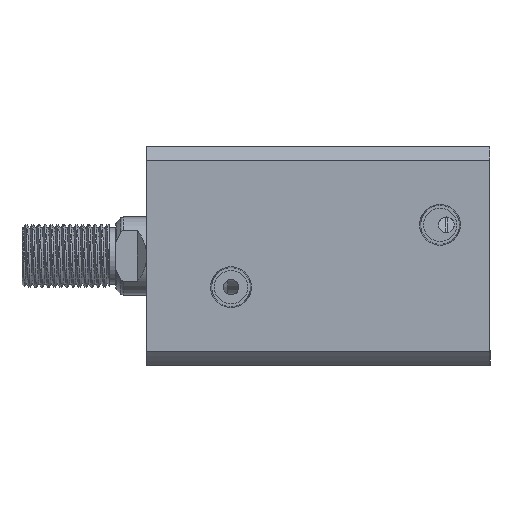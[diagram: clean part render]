
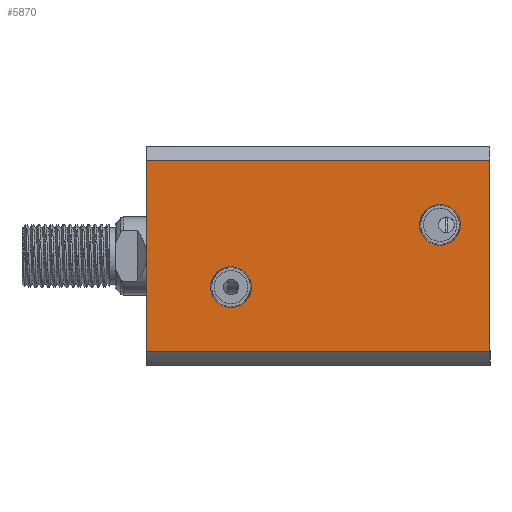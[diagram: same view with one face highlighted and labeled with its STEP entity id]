
A CAD part, left-side view. The second image highlights one B-rep face of the part: STEP entity #5870.
In plain terms, the highlighted planar face has unit normal (-1, 0, 0).
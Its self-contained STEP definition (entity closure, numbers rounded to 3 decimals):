
#76 = DIRECTION ( 'NONE',  ( 0., 0., 1. ) ) ;
#365 = DIRECTION ( 'NONE',  ( 1., 0., 0. ) ) ;
#445 = LINE ( 'NONE', #644, #6502 ) ;
#559 = ORIENTED_EDGE ( 'NONE', *, *, #14851, .F. ) ;
#644 = CARTESIAN_POINT ( 'NONE',  ( -35., -30.615, -390. ) ) ;
#916 = VECTOR ( 'NONE', #10864, 1000. ) ;
#1017 = VERTEX_POINT ( 'NONE', #7966 ) ;
#1065 = EDGE_LOOP ( 'NONE', ( #11593, #9100 ) ) ;
#1423 = PLANE ( 'NONE',  #6512 ) ;
#1451 = CARTESIAN_POINT ( 'NONE',  ( -35., -10., 9.459 ) ) ;
#1740 = EDGE_CURVE ( 'NONE', #11492, #6859, #4530, .T. ) ;
#1853 = DIRECTION ( 'NONE',  ( 0., 0., -1. ) ) ;
#2067 = EDGE_CURVE ( 'NONE', #6210, #11722, #11115, .T. ) ;
#2144 = DIRECTION ( 'NONE',  ( -1., 0., 0. ) ) ;
#2174 = AXIS2_PLACEMENT_3D ( 'NONE', #6347, #14847, #7567 ) ;
#2907 = CARTESIAN_POINT ( 'NONE',  ( -35., -30.615, 110. ) ) ;
#3315 = EDGE_LOOP ( 'NONE', ( #559, #7767, #3958, #11200 ) ) ;
#3573 = CARTESIAN_POINT ( 'NONE',  ( -35., 10., 83. ) ) ;
#3574 = ORIENTED_EDGE ( 'NONE', *, *, #14394, .F. ) ;
#3935 = DIRECTION ( 'NONE',  ( 0., -1., 0. ) ) ;
#3958 = ORIENTED_EDGE ( 'NONE', *, *, #6008, .F. ) ;
#4114 = LINE ( 'NONE', #9529, #916 ) ;
#4530 = LINE ( 'NONE', #11234, #13814 ) ;
#4790 = DIRECTION ( 'NONE',  ( 0., 0., 1. ) ) ;
#5155 = CARTESIAN_POINT ( 'NONE',  ( -35., 30.615, 110. ) ) ;
#5171 = FACE_BOUND ( 'NONE', #1065, .T. ) ;
#5395 = VERTEX_POINT ( 'NONE', #5155 ) ;
#5523 = CARTESIAN_POINT ( 'NONE',  ( -35., 10., 76.459 ) ) ;
#5560 = CARTESIAN_POINT ( 'NONE',  ( -35., 10., 89.541 ) ) ;
#5605 = DIRECTION ( 'NONE',  ( 0., -1., 0. ) ) ;
#5870 = ADVANCED_FACE ( 'NONE', ( #8425, #5171, #11692 ), #1423, .F. ) ;
#6008 = EDGE_CURVE ( 'NONE', #10148, #6859, #445, .T. ) ;
#6210 = VERTEX_POINT ( 'NONE', #5523 ) ;
#6347 = CARTESIAN_POINT ( 'NONE',  ( -35., 10., 83. ) ) ;
#6502 = VECTOR ( 'NONE', #1853, 1000. ) ;
#6512 = AXIS2_PLACEMENT_3D ( 'NONE', #7631, #365, #8835 ) ;
#6832 = CARTESIAN_POINT ( 'NONE',  ( -35., 35., 110. ) ) ;
#6859 = VERTEX_POINT ( 'NONE', #7726 ) ;
#7212 = VECTOR ( 'NONE', #5605, 1000. ) ;
#7326 = DIRECTION ( 'NONE',  ( -1., 0., 0. ) ) ;
#7567 = DIRECTION ( 'NONE',  ( 0., 0., 1. ) ) ;
#7631 = CARTESIAN_POINT ( 'NONE',  ( -35., 35., 110. ) ) ;
#7726 = CARTESIAN_POINT ( 'NONE',  ( -35., -30.615, 0. ) ) ;
#7754 = VERTEX_POINT ( 'NONE', #1451 ) ;
#7767 = ORIENTED_EDGE ( 'NONE', *, *, #1740, .T. ) ;
#7966 = CARTESIAN_POINT ( 'NONE',  ( -35., -10., 22.541 ) ) ;
#8284 = AXIS2_PLACEMENT_3D ( 'NONE', #3573, #12077, #4790 ) ;
#8425 = FACE_BOUND ( 'NONE', #13729, .T. ) ;
#8835 = DIRECTION ( 'NONE',  ( 0., 1., 0. ) ) ;
#9100 = ORIENTED_EDGE ( 'NONE', *, *, #2067, .F. ) ;
#9213 = CARTESIAN_POINT ( 'NONE',  ( -35., -10., 16. ) ) ;
#9529 = CARTESIAN_POINT ( 'NONE',  ( -35., 30.615, -390. ) ) ;
#9845 = CIRCLE ( 'NONE', #2174, 6.541 ) ;
#10148 = VERTEX_POINT ( 'NONE', #2907 ) ;
#10311 = EDGE_CURVE ( 'NONE', #5395, #10148, #13676, .T. ) ;
#10661 = DIRECTION ( 'NONE',  ( 0., 0., 1. ) ) ;
#10864 = DIRECTION ( 'NONE',  ( 0., 0., 1. ) ) ;
#11115 = CIRCLE ( 'NONE', #8284, 6.541 ) ;
#11200 = ORIENTED_EDGE ( 'NONE', *, *, #10311, .F. ) ;
#11234 = CARTESIAN_POINT ( 'NONE',  ( -35., 35., 0. ) ) ;
#11492 = VERTEX_POINT ( 'NONE', #13918 ) ;
#11593 = ORIENTED_EDGE ( 'NONE', *, *, #13370, .F. ) ;
#11692 = FACE_OUTER_BOUND ( 'NONE', #3315, .T. ) ;
#11722 = VERTEX_POINT ( 'NONE', #5560 ) ;
#12077 = DIRECTION ( 'NONE',  ( -1., 0., 0. ) ) ;
#12327 = EDGE_CURVE ( 'NONE', #1017, #7754, #12931, .T. ) ;
#12885 = AXIS2_PLACEMENT_3D ( 'NONE', #9213, #2144, #10661 ) ;
#12931 = CIRCLE ( 'NONE', #12885, 6.541 ) ;
#13370 = EDGE_CURVE ( 'NONE', #11722, #6210, #9845, .T. ) ;
#13470 = AXIS2_PLACEMENT_3D ( 'NONE', #14614, #7326, #76 ) ;
#13676 = LINE ( 'NONE', #6832, #7212 ) ;
#13729 = EDGE_LOOP ( 'NONE', ( #15371, #3574 ) ) ;
#13814 = VECTOR ( 'NONE', #3935, 1000. ) ;
#13918 = CARTESIAN_POINT ( 'NONE',  ( -35., 30.615, 0. ) ) ;
#14394 = EDGE_CURVE ( 'NONE', #7754, #1017, #14419, .T. ) ;
#14419 = CIRCLE ( 'NONE', #13470, 6.541 ) ;
#14614 = CARTESIAN_POINT ( 'NONE',  ( -35., -10., 16. ) ) ;
#14847 = DIRECTION ( 'NONE',  ( -1., 0., 0. ) ) ;
#14851 = EDGE_CURVE ( 'NONE', #11492, #5395, #4114, .T. ) ;
#15371 = ORIENTED_EDGE ( 'NONE', *, *, #12327, .F. ) ;
